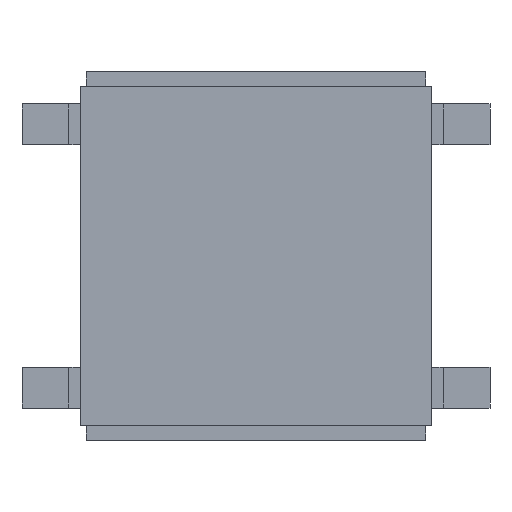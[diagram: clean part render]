
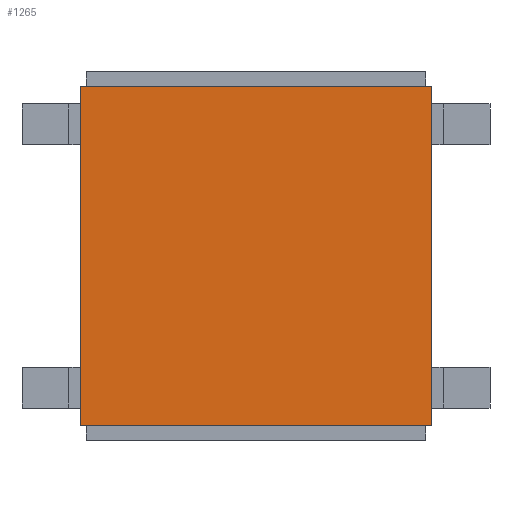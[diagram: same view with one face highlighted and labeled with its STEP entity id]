
A CAD part, front view. The second image highlights one B-rep face of the part: STEP entity #1265.
In plain terms, the highlighted planar face has unit normal (0, -1, 0).
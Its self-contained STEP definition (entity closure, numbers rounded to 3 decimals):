
#43 = CARTESIAN_POINT ( 'NONE',  ( -3., 0.1, -2.9 ) ) ;
#424 = LINE ( 'NONE', #425, #426 ) ;
#425 = CARTESIAN_POINT ( 'NONE',  ( -3., 0.1, 2.9 ) ) ;
#426 = VECTOR ( 'NONE', #427, 1000. ) ;
#427 = DIRECTION ( 'NONE',  ( 0., 0., 1. ) ) ;
#437 = CARTESIAN_POINT ( 'NONE',  ( -3., 0.1, 2.9 ) ) ;
#695 = LINE ( 'NONE', #696, #697 ) ;
#696 = CARTESIAN_POINT ( 'NONE',  ( -3., 0.1, 2.9 ) ) ;
#697 = VECTOR ( 'NONE', #698, 1000. ) ;
#698 = DIRECTION ( 'NONE',  ( 1., 0., 0. ) ) ;
#717 = LINE ( 'NONE', #718, #719 ) ;
#718 = CARTESIAN_POINT ( 'NONE',  ( -3., 0.1, -2.9 ) ) ;
#719 = VECTOR ( 'NONE', #720, 1000. ) ;
#720 = DIRECTION ( 'NONE',  ( -1., 0., 0. ) ) ;
#803 = VERTEX_POINT ( 'NONE', #43 ) ;
#882 = CARTESIAN_POINT ( 'NONE',  ( 3., 0.1, 2.9 ) ) ;
#913 = FACE_OUTER_BOUND ( 'NONE', #1514, .T. ) ;
#914 = PLANE ( 'NONE',  #915 ) ;
#915 = AXIS2_PLACEMENT_3D ( 'NONE', #916, #917, #918 ) ;
#916 = CARTESIAN_POINT ( 'NONE',  ( -3., 0.1, -2.9 ) ) ;
#917 = DIRECTION ( 'NONE',  ( 0., -1., 0. ) ) ;
#918 = DIRECTION ( 'NONE',  ( 0., 0., -1. ) ) ;
#1257 = VERTEX_POINT ( 'NONE', #882 ) ;
#1265 = ADVANCED_FACE ( 'NONE', ( #913 ), #914, .T. ) ;
#1302 = ORIENTED_EDGE ( 'NONE', *, *, #2029, .F. ) ;
#1449 = EDGE_CURVE ( 'NONE', #803, #1454, #424, .T. ) ;
#1454 = VERTEX_POINT ( 'NONE', #437 ) ;
#1465 = ORIENTED_EDGE ( 'NONE', *, *, #2032, .F. ) ;
#1497 = ORIENTED_EDGE ( 'NONE', *, *, #1886, .F. ) ;
#1514 = EDGE_LOOP ( 'NONE', ( #1990, #1465, #1497, #1302 ) ) ;
#1544 = LINE ( 'NONE', #1545, #1546 ) ;
#1545 = CARTESIAN_POINT ( 'NONE',  ( 3., 0.1, 2.9 ) ) ;
#1546 = VECTOR ( 'NONE', #1547, 1000. ) ;
#1547 = DIRECTION ( 'NONE',  ( 0., 0., -1. ) ) ;
#1620 = CARTESIAN_POINT ( 'NONE',  ( 3., 0.1, -2.9 ) ) ;
#1886 = EDGE_CURVE ( 'NONE', #1257, #1896, #1544, .T. ) ;
#1896 = VERTEX_POINT ( 'NONE', #1620 ) ;
#1990 = ORIENTED_EDGE ( 'NONE', *, *, #1449, .F. ) ;
#2029 = EDGE_CURVE ( 'NONE', #1454, #1257, #695, .T. ) ;
#2032 = EDGE_CURVE ( 'NONE', #1896, #803, #717, .T. ) ;
